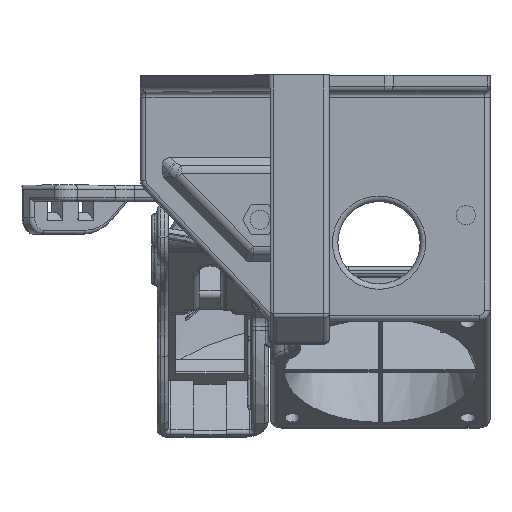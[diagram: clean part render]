
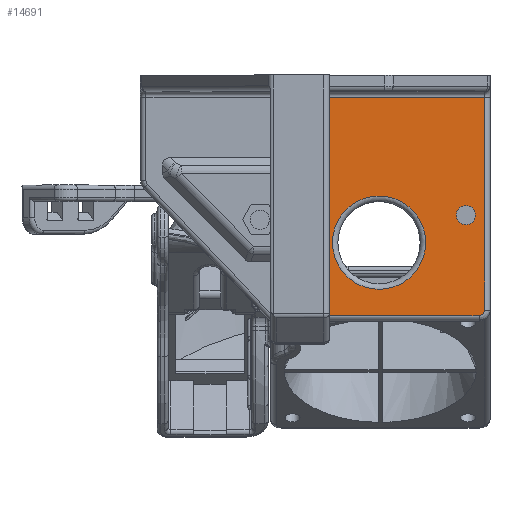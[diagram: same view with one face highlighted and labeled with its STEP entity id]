
A CAD part, top view. The second image highlights one B-rep face of the part: STEP entity #14691.
In plain terms, the highlighted planar face has unit normal (0, 0, 1).
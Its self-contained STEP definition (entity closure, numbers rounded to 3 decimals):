
#1013=FACE_BOUND('',#4544,.T.);
#1014=FACE_BOUND('',#4545,.T.);
#1116=LINE('',#21570,#2243);
#1117=LINE('',#21572,#2244);
#1118=LINE('',#21574,#2245);
#1119=LINE('',#21576,#2246);
#2243=VECTOR('',#17273,10.);
#2244=VECTOR('',#17274,10.);
#2245=VECTOR('',#17275,10.);
#2246=VECTOR('',#17276,10.);
#3356=PLANE('',#15619);
#3657=FACE_OUTER_BOUND('',#4543,.T.);
#4543=EDGE_LOOP('',(#10025,#10026,#10027,#10028,#10029));
#4544=EDGE_LOOP('',(#10030));
#4545=EDGE_LOOP('',(#10031));
#5525=CIRCLE('',#15617,8.5);
#5527=CIRCLE('',#15620,1.);
#5528=CIRCLE('',#15621,1.75);
#6229=VERTEX_POINT('',#21564);
#6230=VERTEX_POINT('',#21568);
#6231=VERTEX_POINT('',#21569);
#6232=VERTEX_POINT('',#21571);
#6233=VERTEX_POINT('',#21573);
#6234=VERTEX_POINT('',#21575);
#6235=VERTEX_POINT('',#21578);
#7680=EDGE_CURVE('',#6229,#6229,#5525,.T.);
#7682=EDGE_CURVE('',#6230,#6231,#1116,.T.);
#7683=EDGE_CURVE('',#6232,#6230,#1117,.T.);
#7684=EDGE_CURVE('',#6233,#6232,#1118,.T.);
#7685=EDGE_CURVE('',#6234,#6233,#1119,.T.);
#7686=EDGE_CURVE('',#6231,#6234,#5527,.T.);
#7687=EDGE_CURVE('',#6235,#6235,#5528,.T.);
#10025=ORIENTED_EDGE('',*,*,#7682,.F.);
#10026=ORIENTED_EDGE('',*,*,#7683,.F.);
#10027=ORIENTED_EDGE('',*,*,#7684,.F.);
#10028=ORIENTED_EDGE('',*,*,#7685,.F.);
#10029=ORIENTED_EDGE('',*,*,#7686,.F.);
#10030=ORIENTED_EDGE('',*,*,#7687,.T.);
#10031=ORIENTED_EDGE('',*,*,#7680,.F.);
#14691=ADVANCED_FACE('',(#3657,#1013,#1014),#3356,.T.);
#15617=AXIS2_PLACEMENT_3D('',#21565,#17267,#17268);
#15619=AXIS2_PLACEMENT_3D('',#21567,#17271,#17272);
#15620=AXIS2_PLACEMENT_3D('',#21577,#17277,#17278);
#15621=AXIS2_PLACEMENT_3D('',#21579,#17279,#17280);
#17267=DIRECTION('center_axis',(0.,0.,1.));
#17268=DIRECTION('ref_axis',(-1.,0.,0.));
#17271=DIRECTION('center_axis',(0.,0.,1.));
#17272=DIRECTION('ref_axis',(0.,-1.,0.));
#17273=DIRECTION('',(0.,-1.,0.));
#17274=DIRECTION('',(1.,0.,0.));
#17275=DIRECTION('',(0.,1.,0.));
#17276=DIRECTION('',(-1.,0.,0.));
#17277=DIRECTION('center_axis',(0.,0.,-1.));
#17278=DIRECTION('ref_axis',(0.707,-0.707,0.));
#17279=DIRECTION('center_axis',(0.,0.,-1.));
#17280=DIRECTION('ref_axis',(-1.,0.,0.));
#21564=CARTESIAN_POINT('',(8.273,11.289,52.99));
#21565=CARTESIAN_POINT('Origin',(-0.227,11.289,52.99));
#21567=CARTESIAN_POINT('Origin',(-16.706,18.526,52.99));
#21568=CARTESIAN_POINT('',(19.,37.776,52.99));
#21569=CARTESIAN_POINT('',(19.,-1.002,52.99));
#21570=CARTESIAN_POINT('',(19.,19.164,52.99));
#21571=CARTESIAN_POINT('',(-9.274,37.776,52.99));
#21572=CARTESIAN_POINT('',(-16.706,37.776,52.99));
#21573=CARTESIAN_POINT('',(-9.274,-2.002,52.99));
#21574=CARTESIAN_POINT('',(-9.274,37.565,52.99));
#21575=CARTESIAN_POINT('',(18.,-2.002,52.99));
#21576=CARTESIAN_POINT('',(-12.99,-2.002,52.99));
#21577=CARTESIAN_POINT('Origin',(18.,-1.002,52.99));
#21578=CARTESIAN_POINT('',(17.35,16.3,52.99));
#21579=CARTESIAN_POINT('Origin',(15.6,16.3,52.99));
